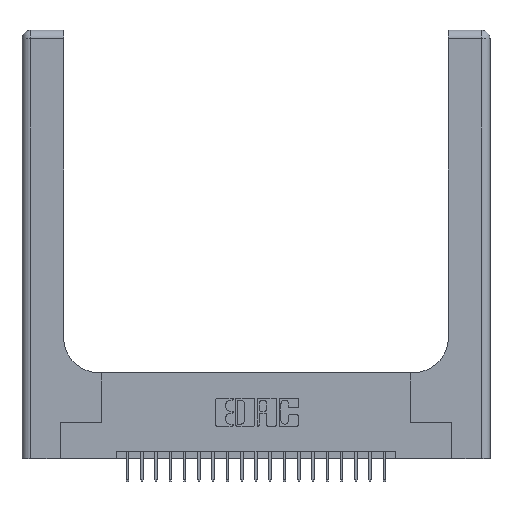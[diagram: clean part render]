
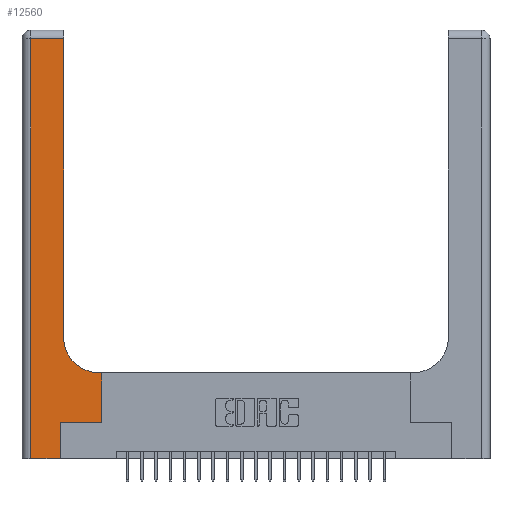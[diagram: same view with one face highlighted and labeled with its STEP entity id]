
A CAD part, top view. The second image highlights one B-rep face of the part: STEP entity #12560.
In plain terms, the highlighted planar face has unit normal (0, 0, 1).
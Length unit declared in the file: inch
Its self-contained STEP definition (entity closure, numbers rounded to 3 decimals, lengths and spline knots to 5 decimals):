
#418 = DIRECTION ( 'NONE',  ( 1., 0., 0. ) ) ;
#676 = CARTESIAN_POINT ( 'NONE',  ( 0.269, 0.25, 0.37 ) ) ;
#884 = EDGE_CURVE ( 'NONE', #9723, #16675, #12695, .T. ) ;
#1079 = DIRECTION ( 'NONE',  ( 0., 1., 0. ) ) ;
#1209 = ORIENTED_EDGE ( 'NONE', *, *, #15448, .T. ) ;
#1278 = LINE ( 'NONE', #676, #4363 ) ;
#1288 = CARTESIAN_POINT ( 'NONE',  ( 0.5415, 0.6, 0.37 ) ) ;
#1293 = DIRECTION ( 'NONE',  ( 0., -1., 0. ) ) ;
#1487 = VECTOR ( 'NONE', #19302, 39.37008 ) ;
#1532 = CARTESIAN_POINT ( 'NONE',  ( 0.2915, 2.94, 0.37 ) ) ;
#1615 = AXIS2_PLACEMENT_3D ( 'NONE', #10941, #7421, #418 ) ;
#1952 = AXIS2_PLACEMENT_3D ( 'NONE', #4825, #17117, #6315 ) ;
#2183 = DIRECTION ( 'NONE',  ( 1., 0., 0. ) ) ;
#2684 = VERTEX_POINT ( 'NONE', #1288 ) ;
#2762 = CARTESIAN_POINT ( 'NONE',  ( 0.2915, 0.85, 0.37 ) ) ;
#2867 = PLANE ( 'NONE',  #1952 ) ;
#3033 = DIRECTION ( 'NONE',  ( 0., 1., 0. ) ) ;
#3525 = CARTESIAN_POINT ( 'NONE',  ( 0.2915, 0.6, 0.37 ) ) ;
#3742 = EDGE_CURVE ( 'NONE', #10313, #2684, #20112, .T. ) ;
#4363 = VECTOR ( 'NONE', #2183, 39.37008 ) ;
#4385 = ORIENTED_EDGE ( 'NONE', *, *, #8083, .T. ) ;
#4825 = CARTESIAN_POINT ( 'NONE',  ( 0., 3., 0.37 ) ) ;
#5270 = VECTOR ( 'NONE', #5332, 39.37008 ) ;
#5332 = DIRECTION ( 'NONE',  ( -1., 0., 0. ) ) ;
#5564 = VERTEX_POINT ( 'NONE', #21629 ) ;
#5704 = CARTESIAN_POINT ( 'NONE',  ( 0.269, 0.25, 0.37 ) ) ;
#6315 = DIRECTION ( 'NONE',  ( -1., 0., 0. ) ) ;
#6526 = EDGE_CURVE ( 'NONE', #17095, #5564, #13298, .T. ) ;
#7386 = VERTEX_POINT ( 'NONE', #21697 ) ;
#7421 = DIRECTION ( 'NONE',  ( 0., 0., -1. ) ) ;
#7554 = DIRECTION ( 'NONE',  ( -1., 0., 0. ) ) ;
#7655 = CARTESIAN_POINT ( 'NONE',  ( 0.2915, 3., 0.37 ) ) ;
#8083 = EDGE_CURVE ( 'NONE', #5564, #22866, #14663, .T. ) ;
#8267 = VERTEX_POINT ( 'NONE', #5704 ) ;
#8653 = CARTESIAN_POINT ( 'NONE',  ( 0.5585, 0.25, 0.37 ) ) ;
#9723 = VERTEX_POINT ( 'NONE', #2762 ) ;
#10313 = VERTEX_POINT ( 'NONE', #15659 ) ;
#10374 = ORIENTED_EDGE ( 'NONE', *, *, #17873, .T. ) ;
#10941 = CARTESIAN_POINT ( 'NONE',  ( 0.5415, 0.85, 0.37 ) ) ;
#11853 = ORIENTED_EDGE ( 'NONE', *, *, #13784, .T. ) ;
#11948 = ORIENTED_EDGE ( 'NONE', *, *, #6526, .T. ) ;
#12156 = CARTESIAN_POINT ( 'NONE',  ( 0.269, 0., 0.37 ) ) ;
#12434 = LINE ( 'NONE', #15332, #14951 ) ;
#12560 = ADVANCED_FACE ( 'NONE', ( #20056 ), #2867, .F. ) ;
#12695 = LINE ( 'NONE', #7655, #13808 ) ;
#13298 = LINE ( 'NONE', #17269, #20005 ) ;
#13784 = EDGE_CURVE ( 'NONE', #7386, #10313, #20599, .T. ) ;
#13808 = VECTOR ( 'NONE', #18451, 39.37008 ) ;
#13933 = CARTESIAN_POINT ( 'NONE',  ( 0.06, 2.94, 0.37 ) ) ;
#14663 = LINE ( 'NONE', #15724, #1487 ) ;
#14951 = VECTOR ( 'NONE', #1079, 39.37008 ) ;
#15332 = CARTESIAN_POINT ( 'NONE',  ( 0.269, 0., 0.37 ) ) ;
#15448 = EDGE_CURVE ( 'NONE', #8267, #7386, #1278, .T. ) ;
#15659 = CARTESIAN_POINT ( 'NONE',  ( 0.5585, 0.6, 0.37 ) ) ;
#15724 = CARTESIAN_POINT ( 'NONE',  ( 0., 0., 0.37 ) ) ;
#15767 = LINE ( 'NONE', #16639, #21077 ) ;
#16639 = CARTESIAN_POINT ( 'NONE',  ( 0., 2.94, 0.37 ) ) ;
#16675 = VERTEX_POINT ( 'NONE', #1532 ) ;
#17095 = VERTEX_POINT ( 'NONE', #13933 ) ;
#17117 = DIRECTION ( 'NONE',  ( 0., 0., -1. ) ) ;
#17179 = ORIENTED_EDGE ( 'NONE', *, *, #22665, .T. ) ;
#17269 = CARTESIAN_POINT ( 'NONE',  ( 0.06, 3., 0.37 ) ) ;
#17469 = EDGE_CURVE ( 'NONE', #22866, #8267, #12434, .T. ) ;
#17873 = EDGE_CURVE ( 'NONE', #2684, #9723, #18288, .T. ) ;
#18268 = ORIENTED_EDGE ( 'NONE', *, *, #3742, .T. ) ;
#18288 = CIRCLE ( 'NONE', #1615, 0.25 ) ;
#18446 = ORIENTED_EDGE ( 'NONE', *, *, #17469, .T. ) ;
#18451 = DIRECTION ( 'NONE',  ( 0., 1., 0. ) ) ;
#19302 = DIRECTION ( 'NONE',  ( 1., 0., 0. ) ) ;
#19834 = ORIENTED_EDGE ( 'NONE', *, *, #884, .T. ) ;
#20005 = VECTOR ( 'NONE', #1293, 39.37008 ) ;
#20031 = VECTOR ( 'NONE', #3033, 39.37008 ) ;
#20056 = FACE_OUTER_BOUND ( 'NONE', #21600, .T. ) ;
#20112 = LINE ( 'NONE', #3525, #5270 ) ;
#20599 = LINE ( 'NONE', #8653, #20031 ) ;
#21077 = VECTOR ( 'NONE', #7554, 39.37008 ) ;
#21600 = EDGE_LOOP ( 'NONE', ( #19834, #17179, #11948, #4385, #18446, #1209, #11853, #18268, #10374 ) ) ;
#21629 = CARTESIAN_POINT ( 'NONE',  ( 0.06, 0., 0.37 ) ) ;
#21697 = CARTESIAN_POINT ( 'NONE',  ( 0.5585, 0.25, 0.37 ) ) ;
#22665 = EDGE_CURVE ( 'NONE', #16675, #17095, #15767, .T. ) ;
#22866 = VERTEX_POINT ( 'NONE', #12156 ) ;
